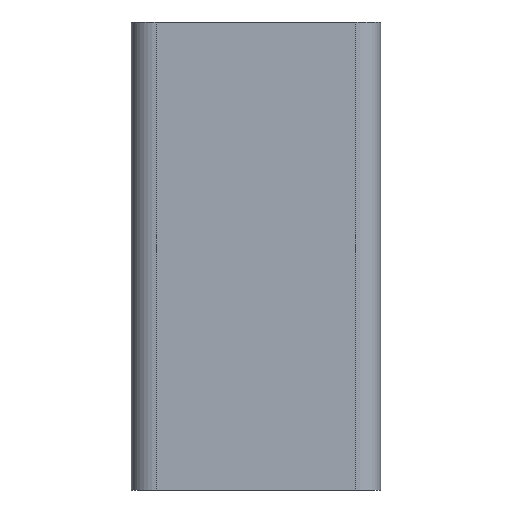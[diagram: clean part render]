
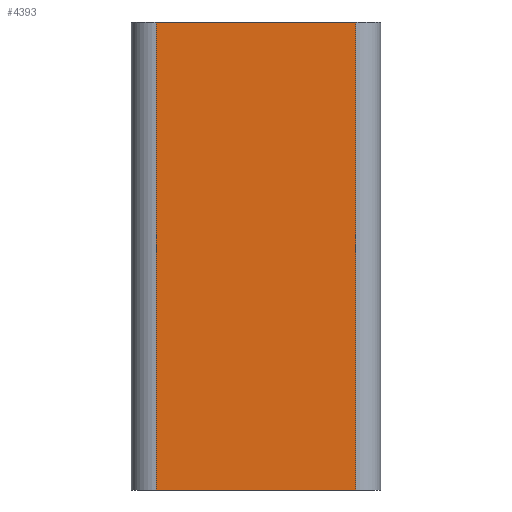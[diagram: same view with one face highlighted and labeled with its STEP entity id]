
A CAD part, front view. The second image highlights one B-rep face of the part: STEP entity #4393.
In plain terms, the highlighted planar face has unit normal (0, -1, 0).
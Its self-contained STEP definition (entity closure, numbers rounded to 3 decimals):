
#45 = PLANE('',#46);
#46 = AXIS2_PLACEMENT_3D('',#47,#48,#49);
#47 = CARTESIAN_POINT('',(0.,0.,37.5));
#48 = DIRECTION('',(0.,0.,1.));
#49 = DIRECTION('',(1.,0.,-0.));
#106 = PLANE('',#107);
#107 = AXIS2_PLACEMENT_3D('',#108,#109,#110);
#108 = CARTESIAN_POINT('',(0.,0.,-37.5)
  );
#109 = DIRECTION('',(0.,0.,1.));
#110 = DIRECTION('',(1.,0.,-0.));
#4037 = VERTEX_POINT('',#4038);
#4038 = CARTESIAN_POINT('',(16.,-20.,-37.5));
#4057 = CYLINDRICAL_SURFACE('',#4058,4.);
#4058 = AXIS2_PLACEMENT_3D('',#4059,#4060,#4061);
#4059 = CARTESIAN_POINT('',(16.,-16.,0.));
#4060 = DIRECTION('',(0.,0.,1.));
#4061 = DIRECTION('',(0.,-1.,0.));
#4069 = EDGE_CURVE('',#4037,#4070,#4072,.T.);
#4070 = VERTEX_POINT('',#4071);
#4071 = CARTESIAN_POINT('',(-16.,-20.,-37.5));
#4072 = SURFACE_CURVE('',#4073,(#4077,#4084),.PCURVE_S1.);
#4073 = LINE('',#4074,#4075);
#4074 = CARTESIAN_POINT('',(-16.,-20.,-37.5));
#4075 = VECTOR('',#4076,1.);
#4076 = DIRECTION('',(-1.,0.,0.));
#4077 = PCURVE('',#106,#4078);
#4078 = DEFINITIONAL_REPRESENTATION('',(#4079),#4083);
#4079 = LINE('',#4080,#4081);
#4080 = CARTESIAN_POINT('',(-16.,-20.));
#4081 = VECTOR('',#4082,1.);
#4082 = DIRECTION('',(-1.,0.));
#4083 = ( GEOMETRIC_REPRESENTATION_CONTEXT(2) 
PARAMETRIC_REPRESENTATION_CONTEXT() REPRESENTATION_CONTEXT('2D SPACE',''
  ) );
#4084 = PCURVE('',#4085,#4090);
#4085 = PLANE('',#4086);
#4086 = AXIS2_PLACEMENT_3D('',#4087,#4088,#4089);
#4087 = CARTESIAN_POINT('',(-16.,-20.,0.));
#4088 = DIRECTION('',(0.,-1.,0.));
#4089 = DIRECTION('',(1.,0.,0.));
#4090 = DEFINITIONAL_REPRESENTATION('',(#4091),#4095);
#4091 = LINE('',#4092,#4093);
#4092 = CARTESIAN_POINT('',(0.,-37.5));
#4093 = VECTOR('',#4094,1.);
#4094 = DIRECTION('',(-1.,0.));
#4095 = ( GEOMETRIC_REPRESENTATION_CONTEXT(2) 
PARAMETRIC_REPRESENTATION_CONTEXT() REPRESENTATION_CONTEXT('2D SPACE',''
  ) );
#4118 = CYLINDRICAL_SURFACE('',#4119,4.);
#4119 = AXIS2_PLACEMENT_3D('',#4120,#4121,#4122);
#4120 = CARTESIAN_POINT('',(-16.,-16.,0.));
#4121 = DIRECTION('',(0.,0.,1.));
#4122 = DIRECTION('',(-1.,0.,0.));
#4349 = VERTEX_POINT('',#4350);
#4350 = CARTESIAN_POINT('',(16.,-20.,37.5));
#4372 = EDGE_CURVE('',#4037,#4349,#4373,.T.);
#4373 = SURFACE_CURVE('',#4374,(#4378,#4385),.PCURVE_S1.);
#4374 = LINE('',#4375,#4376);
#4375 = CARTESIAN_POINT('',(16.,-20.,0.));
#4376 = VECTOR('',#4377,1.);
#4377 = DIRECTION('',(0.,0.,1.));
#4378 = PCURVE('',#4057,#4379);
#4379 = DEFINITIONAL_REPRESENTATION('',(#4380),#4384);
#4380 = LINE('',#4381,#4382);
#4381 = CARTESIAN_POINT('',(0.,0.));
#4382 = VECTOR('',#4383,1.);
#4383 = DIRECTION('',(0.,1.));
#4384 = ( GEOMETRIC_REPRESENTATION_CONTEXT(2) 
PARAMETRIC_REPRESENTATION_CONTEXT() REPRESENTATION_CONTEXT('2D SPACE',''
  ) );
#4385 = PCURVE('',#4085,#4386);
#4386 = DEFINITIONAL_REPRESENTATION('',(#4387),#4391);
#4387 = LINE('',#4388,#4389);
#4388 = CARTESIAN_POINT('',(32.,0.));
#4389 = VECTOR('',#4390,1.);
#4390 = DIRECTION('',(0.,1.));
#4391 = ( GEOMETRIC_REPRESENTATION_CONTEXT(2) 
PARAMETRIC_REPRESENTATION_CONTEXT() REPRESENTATION_CONTEXT('2D SPACE',''
  ) );
#4393 = ADVANCED_FACE('',(#4394),#4085,.T.);
#4394 = FACE_BOUND('',#4395,.T.);
#4395 = EDGE_LOOP('',(#4396,#4397,#4420,#4441));
#4396 = ORIENTED_EDGE('',*,*,#4372,.T.);
#4397 = ORIENTED_EDGE('',*,*,#4398,.F.);
#4398 = EDGE_CURVE('',#4399,#4349,#4401,.T.);
#4399 = VERTEX_POINT('',#4400);
#4400 = CARTESIAN_POINT('',(-16.,-20.,37.5));
#4401 = SURFACE_CURVE('',#4402,(#4406,#4413),.PCURVE_S1.);
#4402 = LINE('',#4403,#4404);
#4403 = CARTESIAN_POINT('',(-16.,-20.,37.5));
#4404 = VECTOR('',#4405,1.);
#4405 = DIRECTION('',(1.,0.,0.));
#4406 = PCURVE('',#4085,#4407);
#4407 = DEFINITIONAL_REPRESENTATION('',(#4408),#4412);
#4408 = LINE('',#4409,#4410);
#4409 = CARTESIAN_POINT('',(0.,37.5));
#4410 = VECTOR('',#4411,1.);
#4411 = DIRECTION('',(1.,0.));
#4412 = ( GEOMETRIC_REPRESENTATION_CONTEXT(2) 
PARAMETRIC_REPRESENTATION_CONTEXT() REPRESENTATION_CONTEXT('2D SPACE',''
  ) );
#4413 = PCURVE('',#45,#4414);
#4414 = DEFINITIONAL_REPRESENTATION('',(#4415),#4419);
#4415 = LINE('',#4416,#4417);
#4416 = CARTESIAN_POINT('',(-16.,-20.));
#4417 = VECTOR('',#4418,1.);
#4418 = DIRECTION('',(1.,0.));
#4419 = ( GEOMETRIC_REPRESENTATION_CONTEXT(2) 
PARAMETRIC_REPRESENTATION_CONTEXT() REPRESENTATION_CONTEXT('2D SPACE',''
  ) );
#4420 = ORIENTED_EDGE('',*,*,#4421,.F.);
#4421 = EDGE_CURVE('',#4070,#4399,#4422,.T.);
#4422 = SURFACE_CURVE('',#4423,(#4427,#4434),.PCURVE_S1.);
#4423 = LINE('',#4424,#4425);
#4424 = CARTESIAN_POINT('',(-16.,-20.,0.));
#4425 = VECTOR('',#4426,1.);
#4426 = DIRECTION('',(0.,0.,1.));
#4427 = PCURVE('',#4085,#4428);
#4428 = DEFINITIONAL_REPRESENTATION('',(#4429),#4433);
#4429 = LINE('',#4430,#4431);
#4430 = CARTESIAN_POINT('',(0.,0.));
#4431 = VECTOR('',#4432,1.);
#4432 = DIRECTION('',(0.,1.));
#4433 = ( GEOMETRIC_REPRESENTATION_CONTEXT(2) 
PARAMETRIC_REPRESENTATION_CONTEXT() REPRESENTATION_CONTEXT('2D SPACE',''
  ) );
#4434 = PCURVE('',#4118,#4435);
#4435 = DEFINITIONAL_REPRESENTATION('',(#4436),#4440);
#4436 = LINE('',#4437,#4438);
#4437 = CARTESIAN_POINT('',(1.571,0.));
#4438 = VECTOR('',#4439,1.);
#4439 = DIRECTION('',(0.,1.));
#4440 = ( GEOMETRIC_REPRESENTATION_CONTEXT(2) 
PARAMETRIC_REPRESENTATION_CONTEXT() REPRESENTATION_CONTEXT('2D SPACE',''
  ) );
#4441 = ORIENTED_EDGE('',*,*,#4069,.F.);
